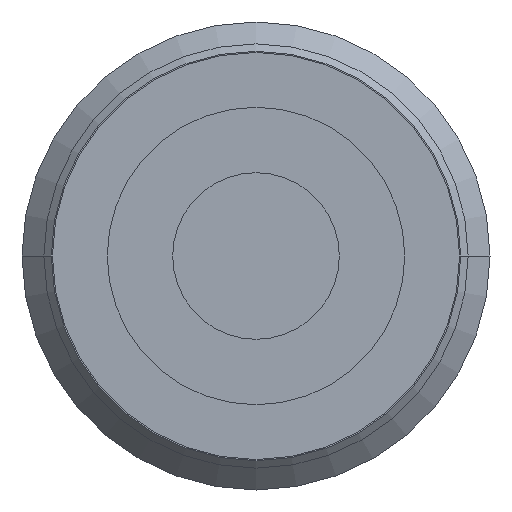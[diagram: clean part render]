
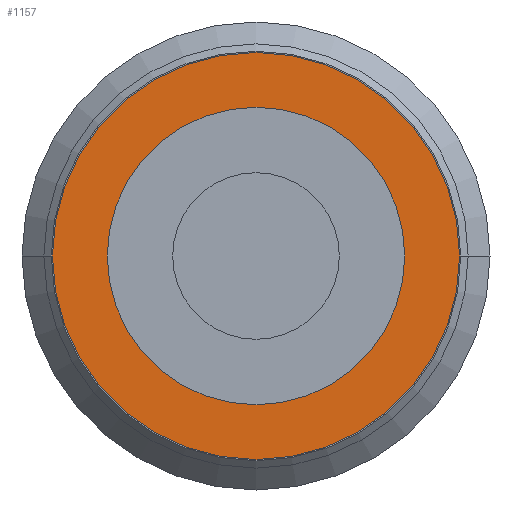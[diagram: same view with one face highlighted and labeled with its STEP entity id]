
A CAD part, left-side view. The second image highlights one B-rep face of the part: STEP entity #1157.
In plain terms, the highlighted planar face has unit normal (-1, 0, 0).
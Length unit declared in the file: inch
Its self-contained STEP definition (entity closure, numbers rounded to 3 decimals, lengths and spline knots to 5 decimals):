
#1058=CARTESIAN_POINT('',(-0.04,0.,0.));
#1059=DIRECTION('',(-1.,0.,0.));
#1060=DIRECTION('',(0.,1.,0.));
#1061=AXIS2_PLACEMENT_3D('',#1058,#1059,#1060);
#1063=CARTESIAN_POINT('',(-0.04,0.,0.));
#1064=DIRECTION('',(1.,0.,0.));
#1065=DIRECTION('',(0.,1.,0.));
#1066=AXIS2_PLACEMENT_3D('',#1063,#1064,#1065);
#1068=CARTESIAN_POINT('',(-0.04,0.,0.));
#1069=DIRECTION('',(1.,0.,0.));
#1070=DIRECTION('',(0.,1.,0.));
#1071=AXIS2_PLACEMENT_3D('',#1068,#1069,#1070);
#1081=CARTESIAN_POINT('',(-0.04,0.,0.));
#1082=DIRECTION('',(-1.,0.,0.));
#1083=DIRECTION('',(0.,1.,0.));
#1084=AXIS2_PLACEMENT_3D('',#1081,#1082,#1083);
#1097=CARTESIAN_POINT('',(-0.04,0.2675,0.));
#1099=VERTEX_POINT('',#1097);
#1100=CARTESIAN_POINT('',(-0.04,0.1955,0.));
#1102=VERTEX_POINT('',#1100);
#1105=CARTESIAN_POINT('',(-0.04,-0.2675,0.));
#1107=VERTEX_POINT('',#1105);
#1108=CARTESIAN_POINT('',(-0.04,-0.1955,0.));
#1110=VERTEX_POINT('',#1108);
#1142=CARTESIAN_POINT('',(-0.04,0.,0.));
#1143=DIRECTION('',(1.,0.,0.));
#1144=DIRECTION('',(0.,-1.,0.));
#1145=AXIS2_PLACEMENT_3D('',#1142,#1143,#1144);
#1146=PLANE('',#1145);
#1147=ORIENTED_EDGE('',*,*,#1134,.F.);
#1148=ORIENTED_EDGE('',*,*,#1123,.T.);
#1149=EDGE_LOOP('',(#1147,#1148));
#1150=FACE_OUTER_BOUND('',#1149,.F.);
#1152=ORIENTED_EDGE('',*,*,#1151,.F.);
#1154=ORIENTED_EDGE('',*,*,#1153,.T.);
#1155=EDGE_LOOP('',(#1152,#1154));
#1156=FACE_BOUND('',#1155,.F.);
#1157=ADVANCED_FACE('',(#1150,#1156),#1146,.F.);
#1062=CIRCLE('',#1061,0.2675);
#1067=CIRCLE('',#1066,0.2675);
#1072=CIRCLE('',#1071,0.1955);
#1085=CIRCLE('',#1084,0.1955);
#1123=EDGE_CURVE('',#1099,#1107,#1067,.T.);
#1134=EDGE_CURVE('',#1099,#1107,#1062,.T.);
#1151=EDGE_CURVE('',#1102,#1110,#1072,.T.);
#1153=EDGE_CURVE('',#1102,#1110,#1085,.T.);
